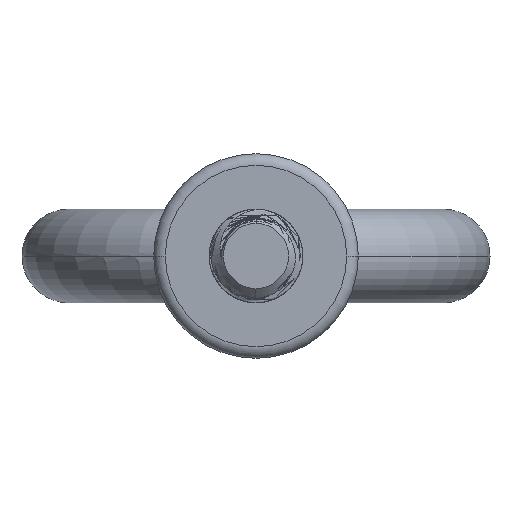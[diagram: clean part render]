
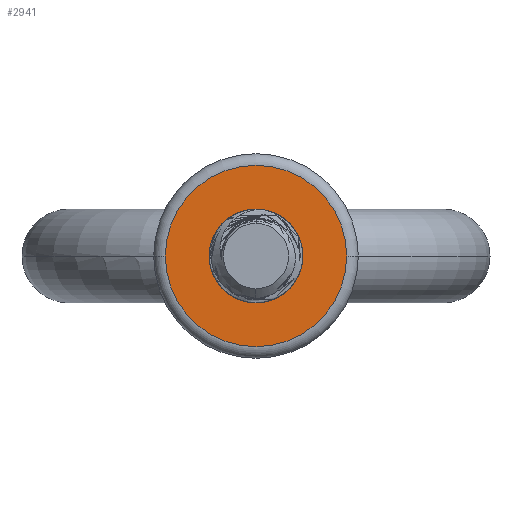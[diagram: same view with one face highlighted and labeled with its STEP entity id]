
A CAD part, front view. The second image highlights one B-rep face of the part: STEP entity #2941.
In plain terms, the highlighted planar face has unit normal (0, -1, 0).
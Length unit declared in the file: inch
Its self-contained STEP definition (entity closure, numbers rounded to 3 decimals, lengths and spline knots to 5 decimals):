
#4 = CARTESIAN_POINT ( 'NONE',  ( 0., -0.75, 0. ) ) ;
#10 = CARTESIAN_POINT ( 'NONE',  ( 0.08758, -0.75, -0.07555 ) ) ;
#30 = CARTESIAN_POINT ( 'NONE',  ( 0.09512, -0.75, -0.06794 ) ) ;
#86 = CARTESIAN_POINT ( 'NONE',  ( 0.08839, -0.75, 0.08839 ) ) ;
#88 = CARTESIAN_POINT ( 'NONE',  ( -0.0328, -0.75, -0.09326 ) ) ;
#123 = B_SPLINE_CURVE_WITH_KNOTS ( 'NONE', 3,
 ( #5260, #3513, #491, #1782, #5301, #30, #10, #507, #927, #4423, #1803, #3929, #4836, #2260, #4011, #905, #3064, #884, #4855, #88, #2689, #2704, #3144, #527 ),
 .UNSPECIFIED., .F., .F.,
 ( 4, 2, 2, 2, 2, 2, 2, 2, 2, 2, 2, 4 ),
 ( 0.00064, 0.00146, 0.00227, 0.00309, 0.00349, 0.0039, 0.00431, 0.00472, 0.00553, 0.00594, 0.00635, 0.00716 ),
 .UNSPECIFIED. ) ;
#181 = VERTEX_POINT ( 'NONE', #5241 ) ;
#358 = CIRCLE ( 'NONE', #1370, 0.24219 ) ;
#421 = CARTESIAN_POINT ( 'NONE',  ( -0.08958, -0.75, -0.02394 ) ) ;
#491 = CARTESIAN_POINT ( 'NONE',  ( 0.12128, -0.75, -0.02131 ) ) ;
#507 = CARTESIAN_POINT ( 'NONE',  ( 0.07468, -0.75, -0.08537 ) ) ;
#524 = CARTESIAN_POINT ( 'NONE',  ( -0.09252, -0.75, 0. ) ) ;
#527 = CARTESIAN_POINT ( 'NONE',  ( -0.06542, -0.75, -0.06542 ) ) ;
#662 = CIRCLE ( 'NONE', #5045, 0.125 ) ;
#879 = CARTESIAN_POINT ( 'NONE',  ( -0.07363, -0.75, -0.05636 ) ) ;
#884 = CARTESIAN_POINT ( 'NONE',  ( -0.0179, -0.75, -0.0995 ) ) ;
#905 = CARTESIAN_POINT ( 'NONE',  ( 0.00858, -0.75, -0.10462 ) ) ;
#927 = CARTESIAN_POINT ( 'NONE',  ( 0.07011, -0.75, -0.08834 ) ) ;
#1011 = CARTESIAN_POINT ( 'NONE',  ( -0.0896, -0.75, 0.0428 ) ) ;
#1066 = AXIS2_PLACEMENT_3D ( 'NONE', #4719, #1692, #3902 ) ;
#1262 = VERTEX_POINT ( 'NONE', #4305 ) ;
#1276 = CARTESIAN_POINT ( 'NONE',  ( -0.06974, -0.75, -0.06111 ) ) ;
#1295 = DIRECTION ( 'NONE',  ( 1., 0., 0. ) ) ;
#1315 = PLANE ( 'NONE',  #1066 ) ;
#1331 = AXIS2_PLACEMENT_3D ( 'NONE', #5481, #1562, #4616 ) ;
#1370 = AXIS2_PLACEMENT_3D ( 'NONE', #4, #2552, #1295 ) ;
#1420 = CARTESIAN_POINT ( 'NONE',  ( 0.00303, -0.75, 0.11461 ) ) ;
#1562 = DIRECTION ( 'NONE',  ( 0., -1., 0. ) ) ;
#1692 = DIRECTION ( 'NONE',  ( 0., 1., 0. ) ) ;
#1782 = CARTESIAN_POINT ( 'NONE',  ( 0.11343, -0.75, -0.04124 ) ) ;
#1803 = CARTESIAN_POINT ( 'NONE',  ( 0.05585, -0.75, -0.0957 ) ) ;
#1821 = CARTESIAN_POINT ( 'NONE',  ( -0.05194, -0.75, 0.09441 ) ) ;
#1880 = EDGE_LOOP ( 'NONE', ( #4020, #2650, #3947, #3706 ) ) ;
#1889 = CARTESIAN_POINT ( 'NONE',  ( 0.04053, -0.75, 0.11233 ) ) ;
#2013 = ORIENTED_EDGE ( 'NONE', *, *, #3490, .T. ) ;
#2128 = CARTESIAN_POINT ( 'NONE',  ( -0.09252, -0.75, 0. ) ) ;
#2208 = CIRCLE ( 'NONE', #1331, 0.24219 ) ;
#2258 = CARTESIAN_POINT ( 'NONE',  ( 0.00847, -0.75, 0.11496 ) ) ;
#2260 = CARTESIAN_POINT ( 'NONE',  ( 0.02996, -0.75, -0.10308 ) ) ;
#2276 = CARTESIAN_POINT ( 'NONE',  ( -0.02316, -0.75, 0.10904 ) ) ;
#2294 = CARTESIAN_POINT ( 'NONE',  ( 0.08004, -0.75, 0.09515 ) ) ;
#2552 = DIRECTION ( 'NONE',  ( 0., -1., 0. ) ) ;
#2557 = EDGE_LOOP ( 'NONE', ( #5574, #2013 ) ) ;
#2650 = ORIENTED_EDGE ( 'NONE', *, *, #4627, .F. ) ;
#2689 = CARTESIAN_POINT ( 'NONE',  ( -0.03756, -0.75, -0.09061 ) ) ;
#2704 = CARTESIAN_POINT ( 'NONE',  ( -0.05092, -0.75, -0.08163 ) ) ;
#2739 = EDGE_CURVE ( 'NONE', #3908, #1262, #123, .T. ) ;
#2763 = CARTESIAN_POINT ( 'NONE',  ( -0.04295, -0.75, 0.10033 ) ) ;
#2941 = ADVANCED_FACE ( 'NONE', ( #5425, #5294 ), #1315, .F. ) ;
#2974 = DIRECTION ( 'NONE',  ( -1., 0., 0. ) ) ;
#2989 = EDGE_CURVE ( 'NONE', #5298, #181, #358, .T. ) ;
#3033 = EDGE_CURVE ( 'NONE', #1262, #4271, #4082, .T. ) ;
#3064 = CARTESIAN_POINT ( 'NONE',  ( -0.0024, -0.75, -0.10361 ) ) ;
#3144 = CARTESIAN_POINT ( 'NONE',  ( -0.05888, -0.75, -0.07412 ) ) ;
#3157 = CARTESIAN_POINT ( 'NONE',  ( -0.00763, -0.75, 0.11316 ) ) ;
#3173 = CARTESIAN_POINT ( 'NONE',  ( -0.02825, -0.75, 0.10714 ) ) ;
#3210 = CARTESIAN_POINT ( 'NONE',  ( -0.09376, -0.75, 0.02148 ) ) ;
#3229 = B_SPLINE_CURVE_WITH_KNOTS ( 'NONE', 3,
 ( #524, #5390, #3210, #1011, #3591, #4921, #5338, #1821, #2763, #3173, #2276, #4047, #3157, #1420, #2258, #4470, #4905, #1889, #4077, #5321, #2294, #86 ),
 .UNSPECIFIED., .F., .F.,
 ( 4, 2, 2, 2, 2, 2, 2, 2, 2, 2, 4 ),
 ( 0., 0.00082, 0.00163, 0.00245, 0.00327, 0.00368, 0.00408, 0.00449, 0.0049, 0.00572, 0.00653 ),
 .UNSPECIFIED. ) ;
#3452 = CARTESIAN_POINT ( 'NONE',  ( 0.24219, -0.75, 0. ) ) ;
#3490 = EDGE_CURVE ( 'NONE', #181, #5298, #2208, .T. ) ;
#3513 = CARTESIAN_POINT ( 'NONE',  ( 0.12389, -0.75, -0.01064 ) ) ;
#3591 = CARTESIAN_POINT ( 'NONE',  ( -0.08582, -0.75, 0.05285 ) ) ;
#3662 = VERTEX_POINT ( 'NONE', #5502 ) ;
#3706 = ORIENTED_EDGE ( 'NONE', *, *, #3033, .T. ) ;
#3855 = DIRECTION ( 'NONE',  ( 0., -1., 0. ) ) ;
#3902 = DIRECTION ( 'NONE',  ( 0., 0., 1. ) ) ;
#3908 = VERTEX_POINT ( 'NONE', #3927 ) ;
#3927 = CARTESIAN_POINT ( 'NONE',  ( 0.125, -0.75, 0. ) ) ;
#3929 = CARTESIAN_POINT ( 'NONE',  ( 0.04578, -0.75, -0.09941 ) ) ;
#3947 = ORIENTED_EDGE ( 'NONE', *, *, #2739, .T. ) ;
#4011 = CARTESIAN_POINT ( 'NONE',  ( 0.02464, -0.75, -0.10376 ) ) ;
#4020 = ORIENTED_EDGE ( 'NONE', *, *, #4063, .T. ) ;
#4047 = CARTESIAN_POINT ( 'NONE',  ( -0.01287, -0.75, 0.11205 ) ) ;
#4063 = EDGE_CURVE ( 'NONE', #4271, #3662, #3229, .T. ) ;
#4077 = CARTESIAN_POINT ( 'NONE',  ( 0.05107, -0.75, 0.10936 ) ) ;
#4082 = B_SPLINE_CURVE_WITH_KNOTS ( 'NONE', 3,
 ( #4743, #1276, #879, #4327, #5254, #5653, #421, #4354, #4763, #2128 ),
 .UNSPECIFIED., .F., .F.,
 ( 4, 2, 2, 2, 4 ),
 ( 0., 0.00046, 0.00093, 0.00139, 0.00186 ),
 .UNSPECIFIED. ) ;
#4271 = VERTEX_POINT ( 'NONE', #5006 ) ;
#4305 = CARTESIAN_POINT ( 'NONE',  ( -0.06542, -0.75, -0.06542 ) ) ;
#4327 = CARTESIAN_POINT ( 'NONE',  ( -0.08034, -0.75, -0.04629 ) ) ;
#4354 = CARTESIAN_POINT ( 'NONE',  ( -0.09193, -0.75, -0.01211 ) ) ;
#4423 = CARTESIAN_POINT ( 'NONE',  ( 0.06071, -0.75, -0.09349 ) ) ;
#4470 = CARTESIAN_POINT ( 'NONE',  ( 0.01923, -0.75, 0.11493 ) ) ;
#4616 = DIRECTION ( 'NONE',  ( 1., 0., 0. ) ) ;
#4627 = EDGE_CURVE ( 'NONE', #3908, #3662, #662, .T. ) ;
#4700 = CARTESIAN_POINT ( 'NONE',  ( 0., -0.75, 0. ) ) ;
#4719 = CARTESIAN_POINT ( 'NONE',  ( 0., -0.75, 0. ) ) ;
#4743 = CARTESIAN_POINT ( 'NONE',  ( -0.06542, -0.75, -0.06542 ) ) ;
#4763 = CARTESIAN_POINT ( 'NONE',  ( -0.09252, -0.75, -0.0061 ) ) ;
#4836 = CARTESIAN_POINT ( 'NONE',  ( 0.04054, -0.75, -0.10091 ) ) ;
#4855 = CARTESIAN_POINT ( 'NONE',  ( -0.02295, -0.75, -0.09771 ) ) ;
#4905 = CARTESIAN_POINT ( 'NONE',  ( 0.02458, -0.75, 0.11455 ) ) ;
#4921 = CARTESIAN_POINT ( 'NONE',  ( -0.07493, -0.75, 0.07163 ) ) ;
#5006 = CARTESIAN_POINT ( 'NONE',  ( -0.09252, -0.75, 0. ) ) ;
#5045 = AXIS2_PLACEMENT_3D ( 'NONE', #4700, #3855, #2974 ) ;
#5241 = CARTESIAN_POINT ( 'NONE',  ( -0.24219, -0.75, 0. ) ) ;
#5254 = CARTESIAN_POINT ( 'NONE',  ( -0.08317, -0.75, -0.04098 ) ) ;
#5260 = CARTESIAN_POINT ( 'NONE',  ( 0.125, -0.75, 0. ) ) ;
#5294 = FACE_OUTER_BOUND ( 'NONE', #2557, .T. ) ;
#5298 = VERTEX_POINT ( 'NONE', #3452 ) ;
#5301 = CARTESIAN_POINT ( 'NONE',  ( 0.10815, -0.75, -0.05069 ) ) ;
#5321 = CARTESIAN_POINT ( 'NONE',  ( 0.07069, -0.75, 0.10083 ) ) ;
#5338 = CARTESIAN_POINT ( 'NONE',  ( -0.06805, -0.75, 0.07991 ) ) ;
#5390 = CARTESIAN_POINT ( 'NONE',  ( -0.09404, -0.75, 0.01077 ) ) ;
#5425 = FACE_BOUND ( 'NONE', #1880, .T. ) ;
#5481 = CARTESIAN_POINT ( 'NONE',  ( 0., -0.75, 0. ) ) ;
#5502 = CARTESIAN_POINT ( 'NONE',  ( 0.08839, -0.75, 0.08839 ) ) ;
#5574 = ORIENTED_EDGE ( 'NONE', *, *, #2989, .T. ) ;
#5653 = CARTESIAN_POINT ( 'NONE',  ( -0.08779, -0.75, -0.02983 ) ) ;
